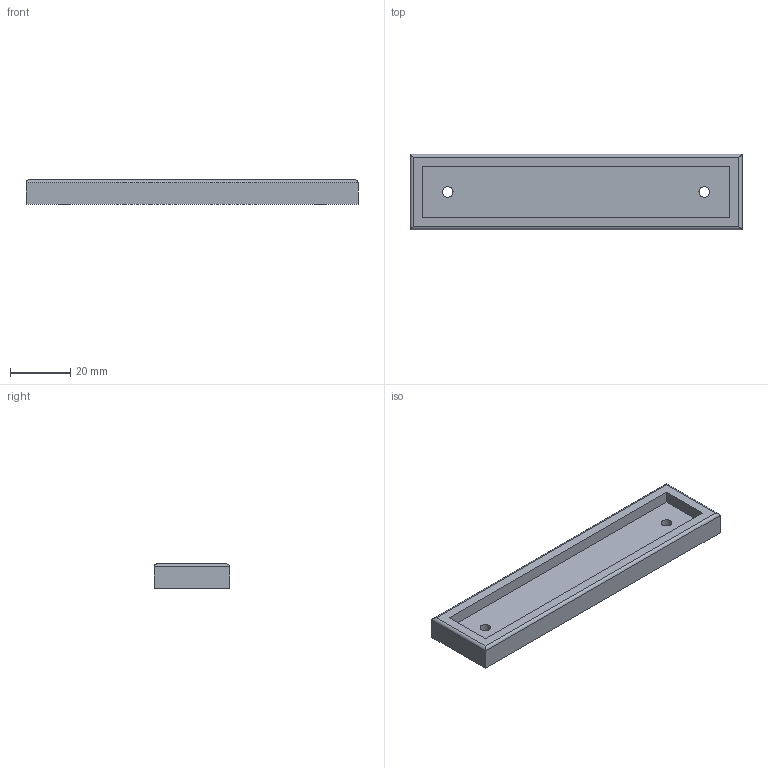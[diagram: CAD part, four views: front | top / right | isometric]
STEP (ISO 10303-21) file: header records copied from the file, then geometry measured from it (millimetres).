
FILE_DESCRIPTION(('FreeCAD Model'),'2;1');
FILE_NAME('Open CASCADE Shape Model','2024-11-25T15:51:59',( 'kicad StepUp'),('ksu MCAD'),'Open CASCADE STEP processor 7.6', 'FreeCAD','Unknown');
FILE_SCHEMA(('AUTOMOTIVE_DESIGN { 1 0 10303 214 1 1 1 1 }'));
Length unit declared in the file: millimetre
Products named in the file (1): Fillet
Bounding box: 110 x 25 x 8 mm (x, y, z)
Volume: 14929.5 mm3; surface area: 8545 mm2
Topology: 1 solids, 1 shells, 17 faces, 38 edges, 24 vertices
Faces by surface type: plane 11, cylinder 6
Full cylindrical faces by diameter (mm): 3.5 x2
Entity records: 498 total; most frequent: DIRECTION 82, CARTESIAN_POINT 80, ORIENTED_EDGE 76, EDGE_CURVE 38, LINE 30, VECTOR 30, AXIS2_PLACEMENT_3D 26, VERTEX_POINT 24
